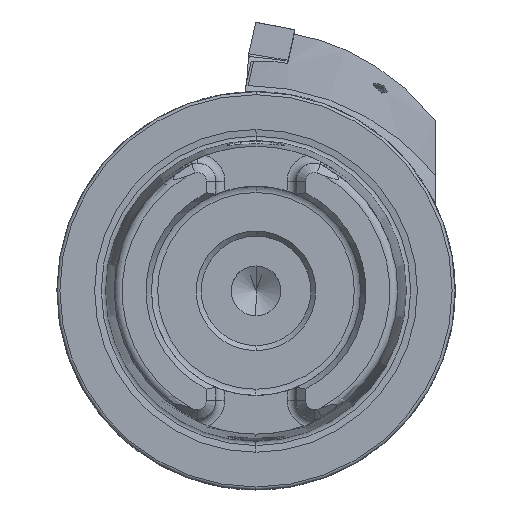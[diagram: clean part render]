
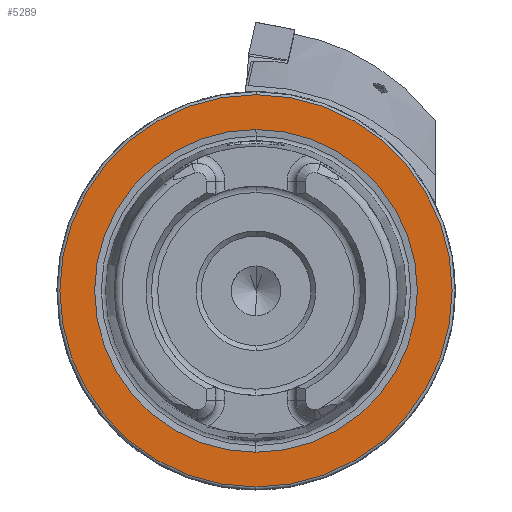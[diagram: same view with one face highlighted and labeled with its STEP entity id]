
A CAD part, left-side view. The second image highlights one B-rep face of the part: STEP entity #5289.
In plain terms, the highlighted planar face has unit normal (-1, 0, 0).
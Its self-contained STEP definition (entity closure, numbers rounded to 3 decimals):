
#427 = EDGE_CURVE ( 'NONE', #6228, #6223, #7747, .T. ) ;
#431 = EDGE_CURVE ( 'NONE', #6221, #6220, #7754, .T. ) ;
#474 = CARTESIAN_POINT ( 'NONE',  ( 0., 0., 0. ) ) ;
#475 = DIRECTION ( 'NONE',  ( -1., 0., 0. ) ) ;
#476 = DIRECTION ( 'NONE',  ( 0., 0., 1. ) ) ;
#487 = CARTESIAN_POINT ( 'NONE',  ( 0., 0., 0. ) ) ;
#488 = DIRECTION ( 'NONE',  ( -1., 0., 0. ) ) ;
#489 = DIRECTION ( 'NONE',  ( 0., 0., 1. ) ) ;
#825 = CARTESIAN_POINT ( 'NONE',  ( 0., 0., -19.7 ) ) ;
#826 = CARTESIAN_POINT ( 'NONE',  ( 0., 0., 19.7 ) ) ;
#828 = CARTESIAN_POINT ( 'NONE',  ( 0., 0., 16.207 ) ) ;
#833 = CARTESIAN_POINT ( 'NONE',  ( 0., 0., -16.207 ) ) ;
#1830 = EDGE_LOOP ( 'NONE', ( #1891, #1892 ) ) ;
#1834 = EDGE_LOOP ( 'NONE', ( #1893, #1894 ) ) ;
#1891 = ORIENTED_EDGE ( 'NONE', *, *, #6717, .F. ) ;
#1892 = ORIENTED_EDGE ( 'NONE', *, *, #427, .F. ) ;
#1893 = ORIENTED_EDGE ( 'NONE', *, *, #431, .T. ) ;
#1894 = ORIENTED_EDGE ( 'NONE', *, *, #6716, .T. ) ;
#3470 = CARTESIAN_POINT ( 'NONE',  ( 0., 0., 0. ) ) ;
#3471 = DIRECTION ( 'NONE',  ( -1., 0., 0. ) ) ;
#3472 = DIRECTION ( 'NONE',  ( 0., 0., 1. ) ) ;
#3474 = CARTESIAN_POINT ( 'NONE',  ( 0., 0., 0. ) ) ;
#3475 = DIRECTION ( 'NONE',  ( -1., 0., 0. ) ) ;
#3476 = DIRECTION ( 'NONE',  ( 0., 0., 1. ) ) ;
#5289 = ADVANCED_FACE ( 'NONE', ( #7900, #7905 ), #5649, .F. ) ;
#5649 = PLANE ( 'NONE',  #11531 ) ;
#5651 = CARTESIAN_POINT ( 'NONE',  ( 0., 19.7, 0. ) ) ;
#5652 = DIRECTION ( 'NONE',  ( 1., 0., 0. ) ) ;
#5653 = DIRECTION ( 'NONE',  ( 0., 0., -1. ) ) ;
#6220 = VERTEX_POINT ( 'NONE', #825 ) ;
#6221 = VERTEX_POINT ( 'NONE', #826 ) ;
#6223 = VERTEX_POINT ( 'NONE', #828 ) ;
#6228 = VERTEX_POINT ( 'NONE', #833 ) ;
#6716 = EDGE_CURVE ( 'NONE', #6220, #6221, #10399, .T. ) ;
#6717 = EDGE_CURVE ( 'NONE', #6223, #6228, #10401, .T. ) ;
#7747 = CIRCLE ( 'NONE', #11470, 16.207 ) ;
#7754 = CIRCLE ( 'NONE', #11473, 19.7 ) ;
#7900 = FACE_BOUND ( 'NONE', #1830, .T. ) ;
#7905 = FACE_OUTER_BOUND ( 'NONE', #1834, .T. ) ;
#10399 = CIRCLE ( 'NONE', #11282, 19.7 ) ;
#10401 = CIRCLE ( 'NONE', #11283, 16.207 ) ;
#11282 = AXIS2_PLACEMENT_3D ( 'NONE', #3470, #3471, #3472 ) ;
#11283 = AXIS2_PLACEMENT_3D ( 'NONE', #3474, #3475, #3476 ) ;
#11470 = AXIS2_PLACEMENT_3D ( 'NONE', #474, #475, #476 ) ;
#11473 = AXIS2_PLACEMENT_3D ( 'NONE', #487, #488, #489 ) ;
#11531 = AXIS2_PLACEMENT_3D ( 'NONE', #5651, #5652, #5653 ) ;
